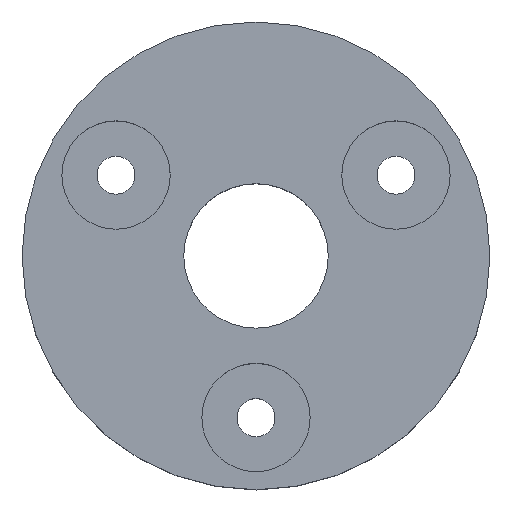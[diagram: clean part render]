
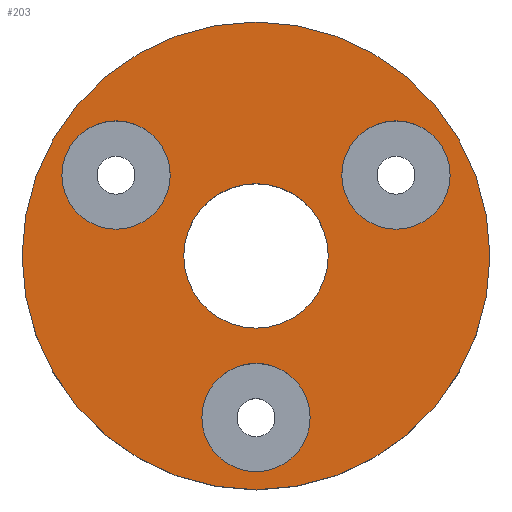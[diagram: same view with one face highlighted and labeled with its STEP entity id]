
A CAD part, top view. The second image highlights one B-rep face of the part: STEP entity #203.
In plain terms, the highlighted planar face has unit normal (0, 0, 1).
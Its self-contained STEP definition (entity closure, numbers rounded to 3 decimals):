
#19=FACE_BOUND('',#52,.T.);
#20=FACE_BOUND('',#53,.T.);
#21=FACE_BOUND('',#54,.T.);
#22=FACE_BOUND('',#55,.T.);
#30=PLANE('',#237);
#38=FACE_OUTER_BOUND('',#51,.T.);
#51=EDGE_LOOP('',(#156));
#52=EDGE_LOOP('',(#157));
#53=EDGE_LOOP('',(#158));
#54=EDGE_LOOP('',(#159));
#55=EDGE_LOOP('',(#160));
#88=CIRCLE('',#229,15.);
#90=CIRCLE('',#232,15.);
#92=CIRCLE('',#235,15.);
#94=CIRCLE('',#238,64.75);
#95=CIRCLE('',#239,20.);
#104=VERTEX_POINT('',#333);
#106=VERTEX_POINT('',#339);
#108=VERTEX_POINT('',#345);
#110=VERTEX_POINT('',#351);
#111=VERTEX_POINT('',#353);
#120=EDGE_CURVE('',#104,#104,#88,.T.);
#123=EDGE_CURVE('',#106,#106,#90,.T.);
#126=EDGE_CURVE('',#108,#108,#92,.T.);
#129=EDGE_CURVE('',#110,#110,#94,.T.);
#130=EDGE_CURVE('',#111,#111,#95,.T.);
#156=ORIENTED_EDGE('',*,*,#129,.T.);
#157=ORIENTED_EDGE('',*,*,#130,.T.);
#158=ORIENTED_EDGE('',*,*,#126,.T.);
#159=ORIENTED_EDGE('',*,*,#123,.T.);
#160=ORIENTED_EDGE('',*,*,#120,.T.);
#203=ADVANCED_FACE('',(#38,#19,#20,#21,#22),#30,.T.);
#229=AXIS2_PLACEMENT_3D('',#334,#264,#265);
#232=AXIS2_PLACEMENT_3D('',#340,#271,#272);
#235=AXIS2_PLACEMENT_3D('',#346,#278,#279);
#237=AXIS2_PLACEMENT_3D('',#350,#283,#284);
#238=AXIS2_PLACEMENT_3D('',#352,#285,#286);
#239=AXIS2_PLACEMENT_3D('',#354,#287,#288);
#264=DIRECTION('center_axis',(0.,0.,-1.));
#265=DIRECTION('ref_axis',(1.,0.,0.));
#271=DIRECTION('center_axis',(0.,0.,-1.));
#272=DIRECTION('ref_axis',(1.,0.,0.));
#278=DIRECTION('center_axis',(0.,0.,-1.));
#279=DIRECTION('ref_axis',(1.,0.,0.));
#283=DIRECTION('center_axis',(0.,0.,1.));
#284=DIRECTION('ref_axis',(1.,0.,0.));
#285=DIRECTION('center_axis',(0.,0.,1.));
#286=DIRECTION('ref_axis',(1.,0.,0.));
#287=DIRECTION('center_axis',(0.,0.,-1.));
#288=DIRECTION('ref_axis',(1.,0.,0.));
#333=CARTESIAN_POINT('',(23.755,22.375,20.2));
#334=CARTESIAN_POINT('Origin',(38.755,22.375,20.2));
#339=CARTESIAN_POINT('',(-53.755,22.375,20.2));
#340=CARTESIAN_POINT('Origin',(-38.755,22.375,20.2));
#345=CARTESIAN_POINT('',(-15.,-44.75,20.2));
#346=CARTESIAN_POINT('Origin',(0.,-44.75,20.2));
#350=CARTESIAN_POINT('Origin',(0.,-12.938,20.2));
#351=CARTESIAN_POINT('',(-64.75,0.,20.2));
#352=CARTESIAN_POINT('Origin',(0.,0.,20.2));
#353=CARTESIAN_POINT('',(-20.,0.,20.2));
#354=CARTESIAN_POINT('Origin',(0.,0.,20.2));
